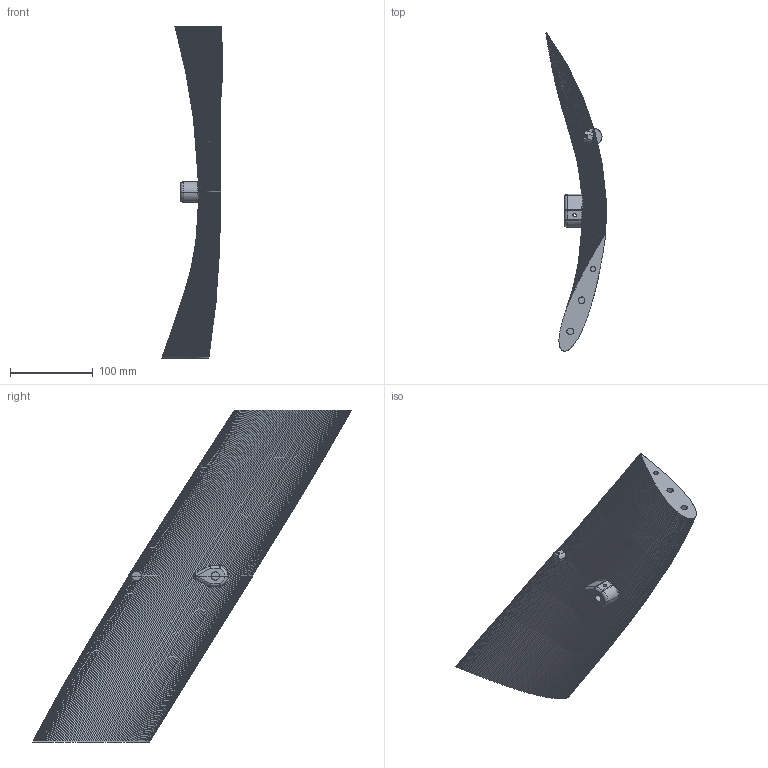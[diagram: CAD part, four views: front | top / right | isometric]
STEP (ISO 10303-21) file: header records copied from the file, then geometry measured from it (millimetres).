
FILE_DESCRIPTION(('FreeCAD Model'),'2;1');
FILE_NAME('blade.step', '2018-03-07T22:10:36',('Author'),(''), 'Open CASCADE STEP processor 7.1','FreeCAD','Unknown');
FILE_SCHEMA(('AUTOMOTIVE_DESIGN { 1 0 10303 214 1 1 1 1 }'));
Length unit declared in the file: millimetre
Products named in the file (2): helix_blade_mirrored_w_brim; helix_blade_w_brim
Bounding box: 72.51 x 384.21 x 400 mm (x, y, z)
Volume: 1117768.4 mm3; surface area: 146606.1 mm2
Topology: 2 solids, 2 shells, 582 faces, 1613 edges, 1041 vertices
Faces by surface type: bspline 489, plane 41, cylinder 40, torus 6, sphere 6
Full cylindrical faces by diameter (mm): 3 x2, 4 x2, 6 x4, 8 x8
Entity records: 52499 total; most frequent: CARTESIAN_POINT 22894, ORIENTED_EDGE 3214, PCURVE 3214, DEFINITIONAL_REPRESENTATION 3214, B_SPLINE_CURVE_WITH_KNOTS 2458, DIRECTION 2427, LINE 2032, VECTOR 2032
